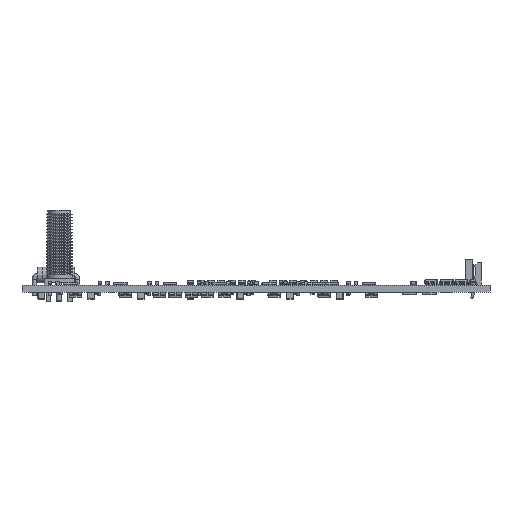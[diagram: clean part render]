
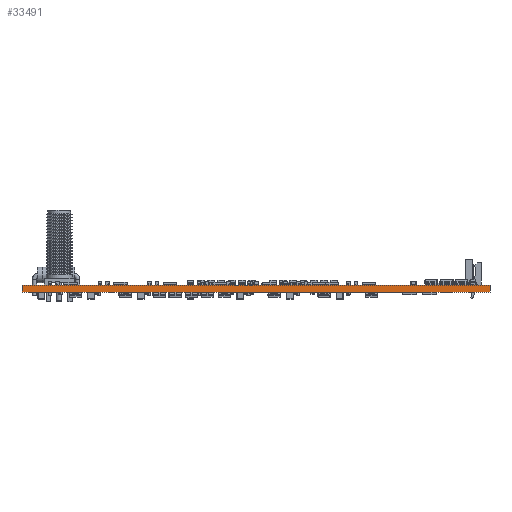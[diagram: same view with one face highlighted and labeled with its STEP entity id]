
A CAD part, front view. The second image highlights one B-rep face of the part: STEP entity #33491.
In plain terms, the highlighted planar face has unit normal (0, -1, 0).
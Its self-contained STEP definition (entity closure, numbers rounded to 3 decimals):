
#33310 = PLANE('',#33311);
#33311 = AXIS2_PLACEMENT_3D('',#33312,#33313,#33314);
#33312 = CARTESIAN_POINT('',(150.,-38.336,0.));
#33313 = DIRECTION('',(1.,0.,0.));
#33314 = DIRECTION('',(0.,-1.,0.));
#33335 = VERTEX_POINT('',#33336);
#33336 = CARTESIAN_POINT('',(150.,-148.336,1.6));
#33350 = PLANE('',#33351);
#33351 = AXIS2_PLACEMENT_3D('',#33352,#33353,#33354);
#33352 = CARTESIAN_POINT('',(95.01,-93.336,1.6));
#33353 = DIRECTION('',(0.,0.,-1.));
#33354 = DIRECTION('',(-1.,0.,0.));
#33362 = EDGE_CURVE('',#33363,#33335,#33365,.T.);
#33363 = VERTEX_POINT('',#33364);
#33364 = CARTESIAN_POINT('',(150.,-148.336,0.));
#33365 = SURFACE_CURVE('',#33366,(#33370,#33377),.PCURVE_S1.);
#33366 = LINE('',#33367,#33368);
#33367 = CARTESIAN_POINT('',(150.,-148.336,0.));
#33368 = VECTOR('',#33369,1.);
#33369 = DIRECTION('',(0.,0.,1.));
#33370 = PCURVE('',#33310,#33371);
#33371 = DEFINITIONAL_REPRESENTATION('',(#33372),#33376);
#33372 = LINE('',#33373,#33374);
#33373 = CARTESIAN_POINT('',(110.,0.));
#33374 = VECTOR('',#33375,1.);
#33375 = DIRECTION('',(0.,-1.));
#33376 = ( GEOMETRIC_REPRESENTATION_CONTEXT(2) 
PARAMETRIC_REPRESENTATION_CONTEXT() REPRESENTATION_CONTEXT('2D SPACE',''
  ) );
#33377 = PCURVE('',#33378,#33383);
#33378 = PLANE('',#33379);
#33379 = AXIS2_PLACEMENT_3D('',#33380,#33381,#33382);
#33380 = CARTESIAN_POINT('',(150.,-148.336,0.));
#33381 = DIRECTION('',(0.,-1.,0.));
#33382 = DIRECTION('',(-1.,0.,0.));
#33383 = DEFINITIONAL_REPRESENTATION('',(#33384),#33388);
#33384 = LINE('',#33385,#33386);
#33385 = CARTESIAN_POINT('',(0.,0.));
#33386 = VECTOR('',#33387,1.);
#33387 = DIRECTION('',(0.,-1.));
#33388 = ( GEOMETRIC_REPRESENTATION_CONTEXT(2) 
PARAMETRIC_REPRESENTATION_CONTEXT() REPRESENTATION_CONTEXT('2D SPACE',''
  ) );
#33404 = PLANE('',#33405);
#33405 = AXIS2_PLACEMENT_3D('',#33406,#33407,#33408);
#33406 = CARTESIAN_POINT('',(95.01,-93.336,0.));
#33407 = DIRECTION('',(0.,0.,-1.));
#33408 = DIRECTION('',(-1.,0.,0.));
#33437 = PLANE('',#33438);
#33438 = AXIS2_PLACEMENT_3D('',#33439,#33440,#33441);
#33439 = CARTESIAN_POINT('',(40.02,-148.336,0.));
#33440 = DIRECTION('',(-1.,0.,0.));
#33441 = DIRECTION('',(0.,1.,0.));
#33491 = ADVANCED_FACE('',(#33492),#33378,.T.);
#33492 = FACE_BOUND('',#33493,.T.);
#33493 = EDGE_LOOP('',(#33494,#33495,#33518,#33541));
#33494 = ORIENTED_EDGE('',*,*,#33362,.T.);
#33495 = ORIENTED_EDGE('',*,*,#33496,.T.);
#33496 = EDGE_CURVE('',#33335,#33497,#33499,.T.);
#33497 = VERTEX_POINT('',#33498);
#33498 = CARTESIAN_POINT('',(40.02,-148.336,1.6));
#33499 = SURFACE_CURVE('',#33500,(#33504,#33511),.PCURVE_S1.);
#33500 = LINE('',#33501,#33502);
#33501 = CARTESIAN_POINT('',(150.,-148.336,1.6));
#33502 = VECTOR('',#33503,1.);
#33503 = DIRECTION('',(-1.,0.,0.));
#33504 = PCURVE('',#33378,#33505);
#33505 = DEFINITIONAL_REPRESENTATION('',(#33506),#33510);
#33506 = LINE('',#33507,#33508);
#33507 = CARTESIAN_POINT('',(0.,-1.6));
#33508 = VECTOR('',#33509,1.);
#33509 = DIRECTION('',(1.,0.));
#33510 = ( GEOMETRIC_REPRESENTATION_CONTEXT(2) 
PARAMETRIC_REPRESENTATION_CONTEXT() REPRESENTATION_CONTEXT('2D SPACE',''
  ) );
#33511 = PCURVE('',#33350,#33512);
#33512 = DEFINITIONAL_REPRESENTATION('',(#33513),#33517);
#33513 = LINE('',#33514,#33515);
#33514 = CARTESIAN_POINT('',(-54.99,-55.));
#33515 = VECTOR('',#33516,1.);
#33516 = DIRECTION('',(1.,0.));
#33517 = ( GEOMETRIC_REPRESENTATION_CONTEXT(2) 
PARAMETRIC_REPRESENTATION_CONTEXT() REPRESENTATION_CONTEXT('2D SPACE',''
  ) );
#33518 = ORIENTED_EDGE('',*,*,#33519,.F.);
#33519 = EDGE_CURVE('',#33520,#33497,#33522,.T.);
#33520 = VERTEX_POINT('',#33521);
#33521 = CARTESIAN_POINT('',(40.02,-148.336,0.));
#33522 = SURFACE_CURVE('',#33523,(#33527,#33534),.PCURVE_S1.);
#33523 = LINE('',#33524,#33525);
#33524 = CARTESIAN_POINT('',(40.02,-148.336,0.));
#33525 = VECTOR('',#33526,1.);
#33526 = DIRECTION('',(0.,0.,1.));
#33527 = PCURVE('',#33378,#33528);
#33528 = DEFINITIONAL_REPRESENTATION('',(#33529),#33533);
#33529 = LINE('',#33530,#33531);
#33530 = CARTESIAN_POINT('',(109.98,0.));
#33531 = VECTOR('',#33532,1.);
#33532 = DIRECTION('',(0.,-1.));
#33533 = ( GEOMETRIC_REPRESENTATION_CONTEXT(2) 
PARAMETRIC_REPRESENTATION_CONTEXT() REPRESENTATION_CONTEXT('2D SPACE',''
  ) );
#33534 = PCURVE('',#33437,#33535);
#33535 = DEFINITIONAL_REPRESENTATION('',(#33536),#33540);
#33536 = LINE('',#33537,#33538);
#33537 = CARTESIAN_POINT('',(0.,0.));
#33538 = VECTOR('',#33539,1.);
#33539 = DIRECTION('',(0.,-1.));
#33540 = ( GEOMETRIC_REPRESENTATION_CONTEXT(2) 
PARAMETRIC_REPRESENTATION_CONTEXT() REPRESENTATION_CONTEXT('2D SPACE',''
  ) );
#33541 = ORIENTED_EDGE('',*,*,#33542,.F.);
#33542 = EDGE_CURVE('',#33363,#33520,#33543,.T.);
#33543 = SURFACE_CURVE('',#33544,(#33548,#33555),.PCURVE_S1.);
#33544 = LINE('',#33545,#33546);
#33545 = CARTESIAN_POINT('',(150.,-148.336,0.));
#33546 = VECTOR('',#33547,1.);
#33547 = DIRECTION('',(-1.,0.,0.));
#33548 = PCURVE('',#33378,#33549);
#33549 = DEFINITIONAL_REPRESENTATION('',(#33550),#33554);
#33550 = LINE('',#33551,#33552);
#33551 = CARTESIAN_POINT('',(0.,0.));
#33552 = VECTOR('',#33553,1.);
#33553 = DIRECTION('',(1.,0.));
#33554 = ( GEOMETRIC_REPRESENTATION_CONTEXT(2) 
PARAMETRIC_REPRESENTATION_CONTEXT() REPRESENTATION_CONTEXT('2D SPACE',''
  ) );
#33555 = PCURVE('',#33404,#33556);
#33556 = DEFINITIONAL_REPRESENTATION('',(#33557),#33561);
#33557 = LINE('',#33558,#33559);
#33558 = CARTESIAN_POINT('',(-54.99,-55.));
#33559 = VECTOR('',#33560,1.);
#33560 = DIRECTION('',(1.,0.));
#33561 = ( GEOMETRIC_REPRESENTATION_CONTEXT(2) 
PARAMETRIC_REPRESENTATION_CONTEXT() REPRESENTATION_CONTEXT('2D SPACE',''
  ) );
